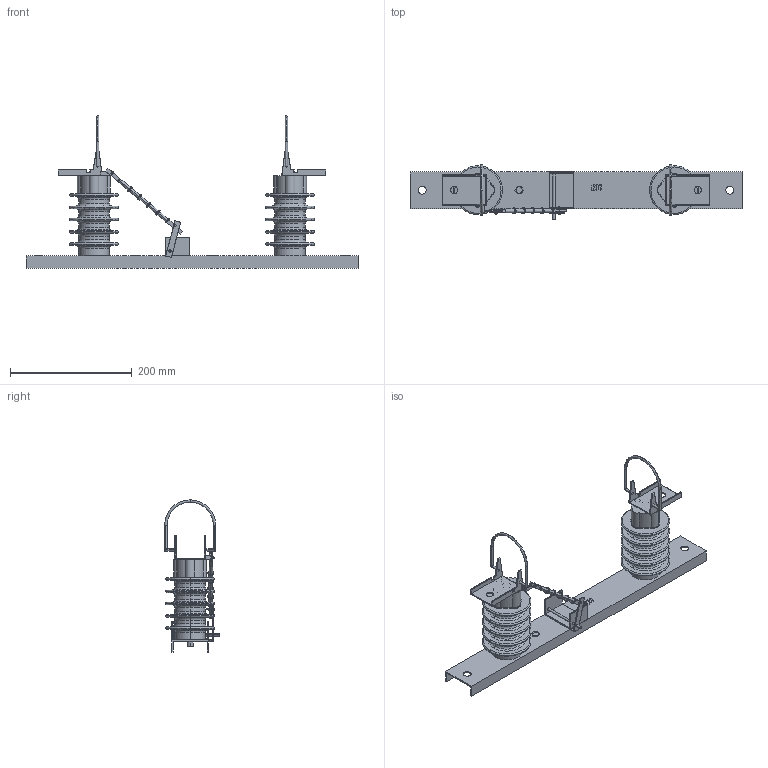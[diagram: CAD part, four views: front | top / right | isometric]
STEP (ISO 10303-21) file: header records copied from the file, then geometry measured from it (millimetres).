
FILE_DESCRIPTION((''),'2;1');
FILE_NAME('ETI_VV_BASE_V1_12KV_ASM','2020-01-13T',('marketing.praksa'),('Audax d.o.o.'),'CREO PARAMETRIC BY PTC INC, 2017480','CREO PARAMETRIC BY PTC INC, 2017480','');
FILE_SCHEMA(('AUTOMOTIVE_DESIGN { 1 0 10303 214 1 1 1 1 }'));
Length unit declared in the file: millimetre
Products named in the file (32): 2A3; 2AF; 2BB; 405; 41C; 421; 432; 440; 487; 48B; 618; 74C; 768-1727; 768-1728; 768-1729; 768-1730; 768-1731; 799; 7B5-1733; 7B5-1734; 7B5-1735; A13; A1F; A2B; A37; A86; AC7; ACB; B1A; B5B; PRODUCT_ASM; ETI_VV_BASE_V1_12KV_ASM
Assembly tree (31 placements, depth 3):
  ETI_VV_BASE_V1_12KV_ASM
    PRODUCT_ASM
      2A3
      2AF
      2BB
      405
      41C
      421
      432
      440
      487
      48B
      618
      74C
      768-1727
      768-1728
      768-1729
      768-1730
      768-1731
      799
      7B5-1733
      7B5-1734
      7B5-1735
      A13
      A1F
      A2B
      A37
      A86
      AC7
      ACB
      B1A
      B5B
Bounding box: 545 x 89.91 x 250 mm (x, y, z)
Volume: 786782.6 mm3; surface area: 267372.6 mm2
Topology: 30 solids, 30 shells, 910 faces, 2204 edges, 1376 vertices
Faces by surface type: cylinder 353, plane 277, torus 252, sphere 18, bspline 10
Entity records: 38846 total; most frequent: CARTESIAN_POINT 8721, DIRECTION 4809, ORIENTED_EDGE 4372, PRESENTATION_STYLE_ASSIGNMENT 2216, STYLED_ITEM 2216, CURVE_STYLE 2186, EDGE_CURVE 2186, AXIS2_PLACEMENT_3D 1976
